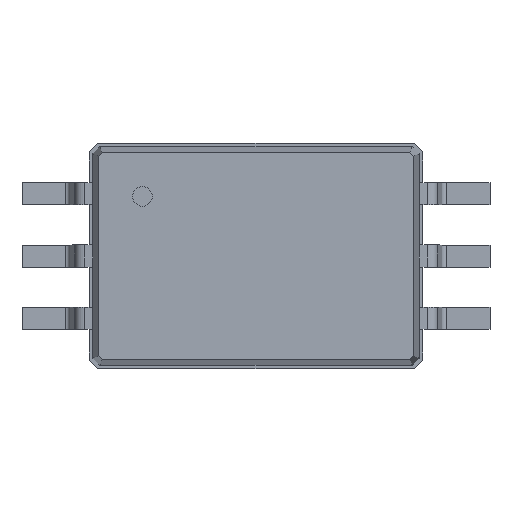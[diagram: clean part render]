
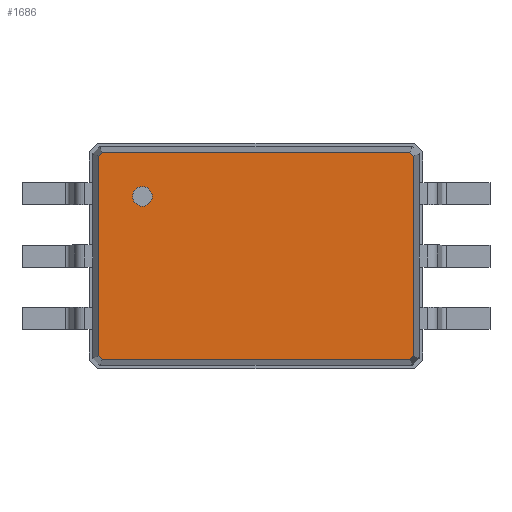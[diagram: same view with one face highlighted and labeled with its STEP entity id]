
A CAD part, top view. The second image highlights one B-rep face of the part: STEP entity #1686.
In plain terms, the highlighted planar face has unit normal (0, 0, 1).
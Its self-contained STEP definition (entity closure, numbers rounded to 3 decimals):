
#27=VECTOR('',#28,1.);
#28=DIRECTION('',(1.,0.,0.));
#51=VECTOR('',#52,1.);
#52=DIRECTION('',(0.707,-0.707,0.));
#58=VECTOR('',#59,1.);
#59=DIRECTION('',(0.,-1.,0.));
#65=VECTOR('',#66,1.);
#66=DIRECTION('',(-0.707,-0.707,0.));
#72=VECTOR('',#73,1.);
#73=DIRECTION('',(-1.,0.,0.));
#79=VECTOR('',#80,1.);
#80=DIRECTION('',(-0.707,0.707,0.));
#86=VECTOR('',#87,1.);
#87=DIRECTION('',(0.,1.,0.));
#91=VECTOR('',#92,1.);
#92=DIRECTION('',(0.707,0.707,0.));
#95=DIRECTION('',(0.,0.,-1.));
#691=VERTEX_POINT('',#692);
#692=CARTESIAN_POINT('',(-3.214,2.032,1.6));
#695=EDGE_CURVE('',#696,#691,#698,.T.);
#696=VERTEX_POINT('',#697);
#697=CARTESIAN_POINT('',(-3.214,-2.032,1.6));
#698=LINE('',#697,#86);
#709=VERTEX_POINT('',#710);
#710=CARTESIAN_POINT('',(-3.132,2.114,1.6));
#713=EDGE_CURVE('',#691,#709,#714,.T.);
#714=LINE('',#692,#91);
#723=VERTEX_POINT('',#724);
#724=CARTESIAN_POINT('',(3.132,2.114,1.6));
#727=EDGE_CURVE('',#709,#723,#728,.T.);
#728=LINE('',#710,#27);
#737=VERTEX_POINT('',#738);
#738=CARTESIAN_POINT('',(3.214,2.032,1.6));
#741=EDGE_CURVE('',#723,#737,#742,.T.);
#742=LINE('',#724,#51);
#775=VERTEX_POINT('',#776);
#776=CARTESIAN_POINT('',(3.214,-2.032,1.6));
#779=EDGE_CURVE('',#737,#775,#780,.T.);
#780=LINE('',#738,#58);
#1686=ADVANCED_FACE('',(#1687,#1707),#1717,.F.);
#1687=FACE_BOUND('',#1688,.F.);
#1688=EDGE_LOOP('',(#1689,#1690,#1691,#1692,#1697,#1702,#1705,#1706));
#1689=ORIENTED_EDGE('',*,*,#727,.T.);
#1690=ORIENTED_EDGE('',*,*,#741,.T.);
#1691=ORIENTED_EDGE('',*,*,#779,.T.);
#1692=ORIENTED_EDGE('',*,*,#1693,.T.);
#1693=EDGE_CURVE('',#775,#1694,#1696,.T.);
#1694=VERTEX_POINT('',#1695);
#1695=CARTESIAN_POINT('',(3.132,-2.114,1.6));
#1696=LINE('',#776,#65);
#1697=ORIENTED_EDGE('',*,*,#1698,.T.);
#1698=EDGE_CURVE('',#1694,#1699,#1701,.T.);
#1699=VERTEX_POINT('',#1700);
#1700=CARTESIAN_POINT('',(-3.132,-2.114,1.6));
#1701=LINE('',#1695,#72);
#1702=ORIENTED_EDGE('',*,*,#1703,.T.);
#1703=EDGE_CURVE('',#1699,#696,#1704,.T.);
#1704=LINE('',#1700,#79);
#1705=ORIENTED_EDGE('',*,*,#695,.T.);
#1706=ORIENTED_EDGE('',*,*,#713,.T.);
#1707=FACE_BOUND('',#1708,.F.);
#1708=EDGE_LOOP('',(#1709));
#1709=ORIENTED_EDGE('',*,*,#1710,.F.);
#1710=EDGE_CURVE('',#1711,#1711,#1713,.T.);
#1711=VERTEX_POINT('',#1712);
#1712=CARTESIAN_POINT('',(-2.314,1.014,1.6));
#1713=CIRCLE('',#1714,0.2);
#1714=AXIS2_PLACEMENT_3D('',#1715,#1716,#59);
#1715=CARTESIAN_POINT('',(-2.314,1.214,1.6));
#1716=DIRECTION('',(0.,-0.,-1.));
#1717=PLANE('',#1718);
#1718=AXIS2_PLACEMENT_3D('',#710,#95,#1719);
#1719=DIRECTION('',(0.837,-0.547,0.));
